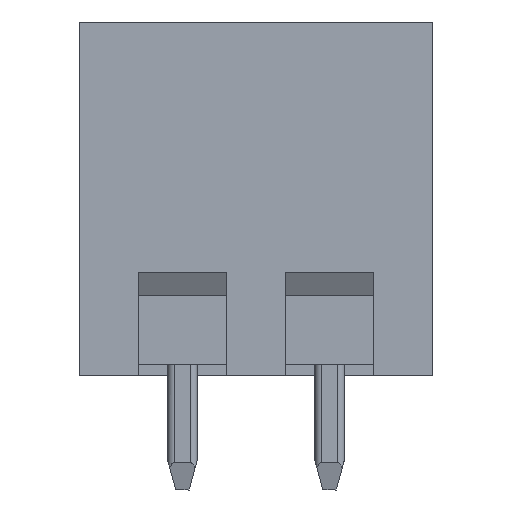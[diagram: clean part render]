
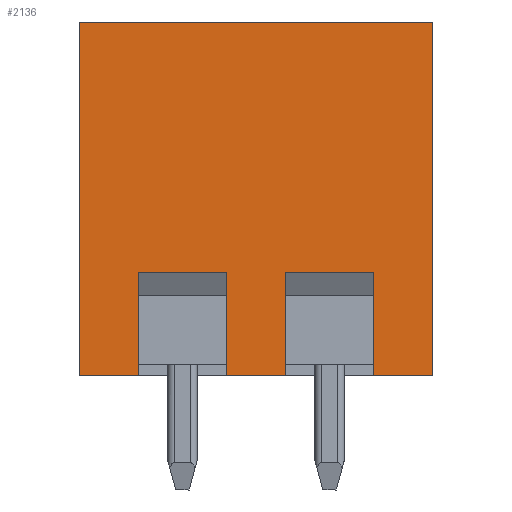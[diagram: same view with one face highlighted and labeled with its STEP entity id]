
A CAD part, front view. The second image highlights one B-rep face of the part: STEP entity #2136.
In plain terms, the highlighted planar face has unit normal (0, -1, 0).
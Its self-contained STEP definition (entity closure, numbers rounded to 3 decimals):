
#2136=ADVANCED_FACE('',(#5648),#5649,.F.);
#2996=EDGE_CURVE('',#6983,#6984,#6985,.T.);
#3040=EDGE_CURVE('',#7046,#7047,#7048,.T.);
#3082=EDGE_CURVE('',#7047,#7101,#7102,.T.);
#3102=EDGE_CURVE('',#7101,#7127,#7128,.T.);
#3176=EDGE_CURVE('',#7218,#7205,#7221,.T.);
#3204=EDGE_CURVE('',#6984,#7255,#7256,.T.);
#3206=EDGE_CURVE('',#7258,#7255,#7259,.T.);
#3208=EDGE_CURVE('',#7261,#7258,#7262,.T.);
#3210=EDGE_CURVE('',#7264,#7261,#7265,.T.);
#3212=EDGE_CURVE('',#7205,#7264,#7267,.T.);
#3214=EDGE_CURVE('',#7127,#7218,#7269,.T.);
#3216=EDGE_CURVE('',#7046,#6983,#7271,.T.);
#5648=FACE_OUTER_BOUND('',#11185,.T.);
#5649=PLANE('',#11186);
#6983=VERTEX_POINT('',#12693);
#6984=VERTEX_POINT('',#12694);
#6985=LINE('',#12695,#12696);
#7046=VERTEX_POINT('',#12800);
#7047=VERTEX_POINT('',#12801);
#7048=LINE('',#12802,#12803);
#7101=VERTEX_POINT('',#12902);
#7102=LINE('',#12903,#12904);
#7127=VERTEX_POINT('',#12948);
#7128=LINE('',#12949,#12950);
#7205=VERTEX_POINT('',#13084);
#7218=VERTEX_POINT('',#13105);
#7221=LINE('',#13110,#13111);
#7255=VERTEX_POINT('',#13167);
#7256=LINE('',#13168,#13169);
#7258=VERTEX_POINT('',#13172);
#7259=LINE('',#13173,#13174);
#7261=VERTEX_POINT('',#13177);
#7262=LINE('',#13178,#13179);
#7264=VERTEX_POINT('',#13182);
#7265=LINE('',#13183,#13184);
#7267=LINE('',#13187,#13188);
#7269=LINE('',#13191,#13192);
#7271=LINE('',#13195,#13196);
#11185=EDGE_LOOP('',(#18314,#18315,#18316,#18317,#18318,#18319,#18320,#18321,#18322,#18323,#18324,#18325));
#11186=AXIS2_PLACEMENT_3D('',#18326,#18327,#18328);
#12693=CARTESIAN_POINT('',(12.0,0.,0.0));
#12694=CARTESIAN_POINT('',(12.0,0.,12.));
#12695=CARTESIAN_POINT('',(12.0,0.,0.));
#12696=VECTOR('',#21774,1.0);
#12800=CARTESIAN_POINT('',(10.,0.,0.0));
#12801=CARTESIAN_POINT('',(10.,0.,3.5));
#12802=CARTESIAN_POINT('',(10.,0.0,0.0));
#12803=VECTOR('',#21796,1.0);
#12902=CARTESIAN_POINT('',(7.,0.,3.5));
#12903=CARTESIAN_POINT('',(8.5,0.0,3.5));
#12904=VECTOR('',#21828,1.0);
#12948=CARTESIAN_POINT('',(7.,0.,0.0));
#12949=CARTESIAN_POINT('',(7.,0.0,3.5));
#12950=VECTOR('',#21838,1.0);
#13084=CARTESIAN_POINT('',(5.,0.,3.5));
#13105=CARTESIAN_POINT('',(5.,0.,0.0));
#13110=CARTESIAN_POINT('',(5.,0.0,0.0));
#13111=VECTOR('',#21887,1.0);
#13167=CARTESIAN_POINT('',(0.0,0.0,12.));
#13168=CARTESIAN_POINT('',(12.0,0.,12.));
#13169=VECTOR('',#21911,1.0);
#13172=CARTESIAN_POINT('',(0.0,0.0,0.0));
#13173=CARTESIAN_POINT('',(0.0,0.0,0.));
#13174=VECTOR('',#21912,1.0);
#13177=CARTESIAN_POINT('',(2.0,0.0,0.0));
#13178=CARTESIAN_POINT('',(2.0,0.0,0.0));
#13179=VECTOR('',#21913,1.0);
#13182=CARTESIAN_POINT('',(2.0,0.0,3.5));
#13183=CARTESIAN_POINT('',(2.0,0.,3.5));
#13184=VECTOR('',#21914,1.0);
#13187=CARTESIAN_POINT('',(3.5,0.,3.5));
#13188=VECTOR('',#21915,1.0);
#13191=CARTESIAN_POINT('',(7.,0.0,0.0));
#13192=VECTOR('',#21916,1.0);
#13195=CARTESIAN_POINT('',(10.,0.,0.));
#13196=VECTOR('',#21917,1.0);
#18314=ORIENTED_EDGE('',*,*,#3204,.T.);
#18315=ORIENTED_EDGE('',*,*,#3206,.F.);
#18316=ORIENTED_EDGE('',*,*,#3208,.F.);
#18317=ORIENTED_EDGE('',*,*,#3210,.F.);
#18318=ORIENTED_EDGE('',*,*,#3212,.F.);
#18319=ORIENTED_EDGE('',*,*,#3176,.F.);
#18320=ORIENTED_EDGE('',*,*,#3214,.F.);
#18321=ORIENTED_EDGE('',*,*,#3102,.F.);
#18322=ORIENTED_EDGE('',*,*,#3082,.F.);
#18323=ORIENTED_EDGE('',*,*,#3040,.F.);
#18324=ORIENTED_EDGE('',*,*,#3216,.T.);
#18325=ORIENTED_EDGE('',*,*,#2996,.T.);
#18326=CARTESIAN_POINT('',(3.594,0.0,12.306));
#18327=DIRECTION('',(-0.0,1.0,0.0));
#18328=DIRECTION('',(1.0,0.0,0.0));
#21774=DIRECTION('',(0.0,0.0,1.0));
#21796=DIRECTION('',(0.0,0.0,1.0));
#21828=DIRECTION('',(-1.0,0.0,0.0));
#21838=DIRECTION('',(0.0,0.0,-1.0));
#21887=DIRECTION('',(0.0,0.0,1.0));
#21911=DIRECTION('',(-1.0,0.0,0.0));
#21912=DIRECTION('',(0.0,0.0,1.0));
#21913=DIRECTION('',(-1.0,0.0,0.0));
#21914=DIRECTION('',(0.0,0.0,-1.0));
#21915=DIRECTION('',(-1.0,0.0,0.0));
#21916=DIRECTION('',(-1.0,0.0,0.0));
#21917=DIRECTION('',(1.0,0.0,0.0));
